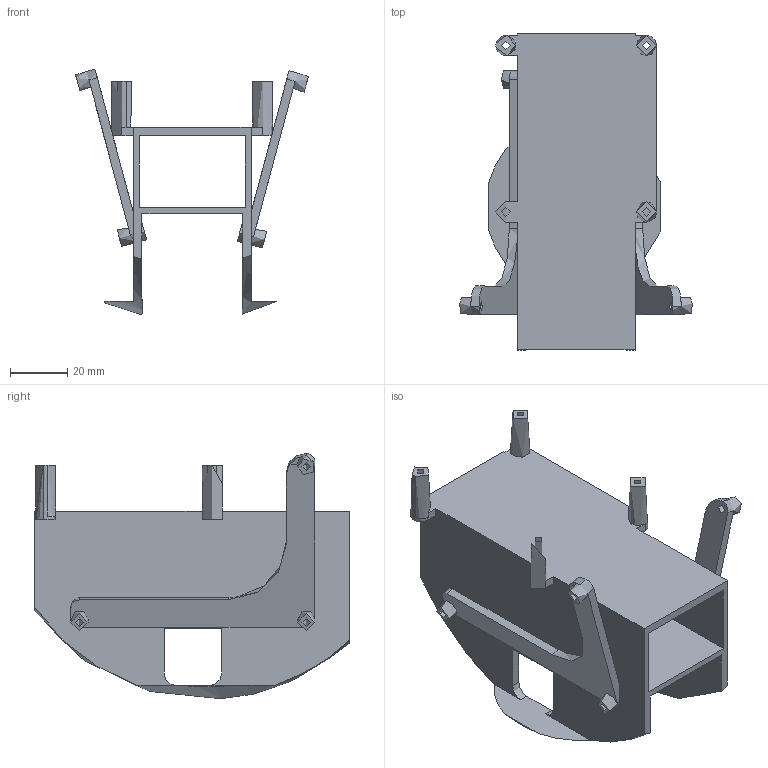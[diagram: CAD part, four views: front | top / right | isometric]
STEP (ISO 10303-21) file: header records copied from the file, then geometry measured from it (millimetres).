
FILE_DESCRIPTION(/* description */ (''),/* implementation_level */ '2;1');
FILE_NAME(/* name */ 'cradel.step',/* time_stamp */ '2025-12-23T16:43:43-05:00',/* author */ (''),/* organization */ (''),/* preprocessor_version */ 'ST-DEVELOPER v20.1',/* originating_system */ 'Autodesk Translation Framework v14.21.0.0',/* authorisation */ '');
FILE_SCHEMA (('AUTOMOTIVE_DESIGN { 1 0 10303 214 3 1 1 }'));
Length unit declared in the file: inch
Products named in the file (1): 2025-12-23-16-37-06-693
Bounding box: 81.02 x 110 x 85.47 mm (x, y, z)
Volume: 61048.7 mm3; surface area: 49350.9 mm2
Topology: 1 solids, 1 shells, 105 faces, 300 edges, 199 vertices
Faces by surface type: plane 66, cylinder 36, sphere 2, torus 1
Full cylindrical faces by diameter (mm): 3 x10, 6 x10, 7 x2
Entity records: 3615 total; most frequent: CARTESIAN_POINT 686, DIRECTION 615, ORIENTED_EDGE 600, EDGE_CURVE 300, AXIS2_PLACEMENT_3D 215, VERTEX_POINT 199, LINE 185, VECTOR 185
